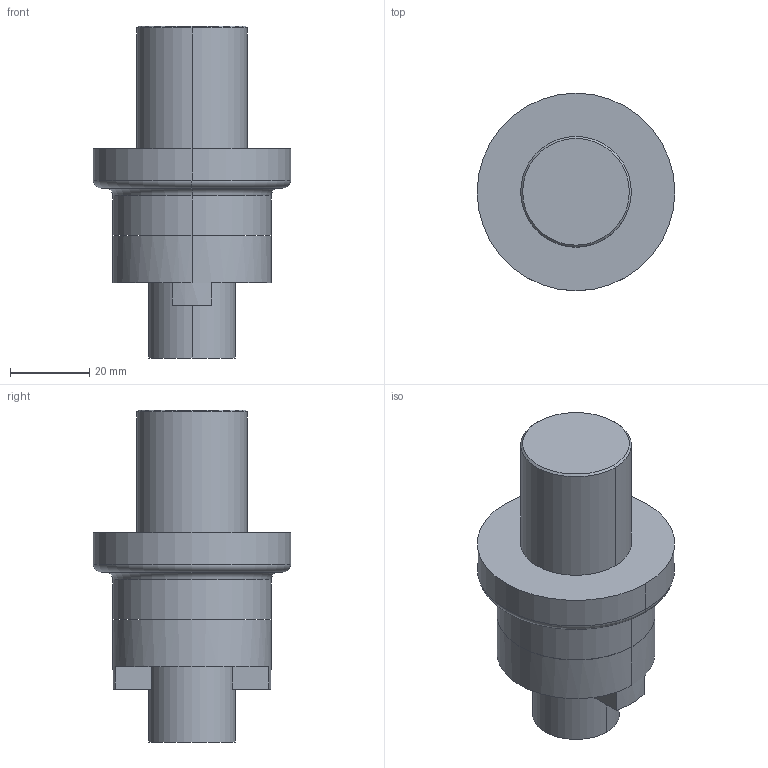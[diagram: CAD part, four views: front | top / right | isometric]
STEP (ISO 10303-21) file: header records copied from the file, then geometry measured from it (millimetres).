
FILE_DESCRIPTION((''),'2;1');
FILE_NAME('8422902297','2020-07-10T09:36:20',('thiemer'),(''),'CREO PARAMETRIC BY PTC INC, 2018400','CREO PARAMETRIC BY PTC INC, 2018400','');
FILE_SCHEMA(('AUTOMOTIVE_DESIGN { 1 0 10303 214 1 1 1 1 }'));
Length unit declared in the file: millimetre
Products named in the file (1): 8422902297
Bounding box: 50 x 50 x 84 mm (x, y, z)
Volume: 76998.5 mm3; surface area: 14466.1 mm2
Topology: 1 solids, 1 shells, 33 faces, 72 edges, 46 vertices
Faces by surface type: cylinder 14, plane 13, torus 4, cone 2
Entity records: 1655 total; most frequent: DIRECTION 220, CARTESIAN_POINT 178, ORIENTED_EDGE 144, PRESENTATION_STYLE_ASSIGNMENT 97, STYLED_ITEM 97, CURVE_STYLE 96, AXIS2_PLACEMENT_3D 90, EDGE_CURVE 72
